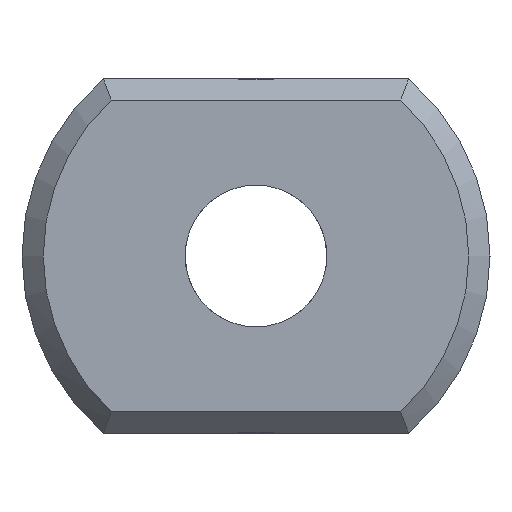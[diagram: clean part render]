
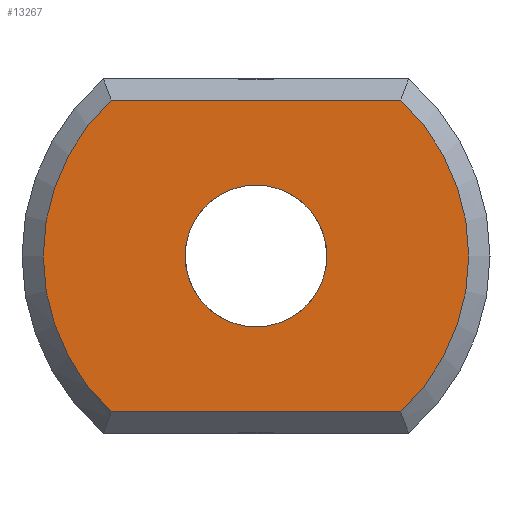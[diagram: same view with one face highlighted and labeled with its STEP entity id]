
A CAD part, left-side view. The second image highlights one B-rep face of the part: STEP entity #13267.
In plain terms, the highlighted planar face has unit normal (-1, 0, 0).
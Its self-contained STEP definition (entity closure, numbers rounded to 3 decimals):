
#3317 = VERTEX_POINT('',#3318);
#3318 = CARTESIAN_POINT('',(0.,-2.04,2.2));
#3327 = VERTEX_POINT('',#3328);
#3328 = CARTESIAN_POINT('',(0.,-2.04,-2.2));
#3335 = EDGE_CURVE('',#3317,#3327,#3336,.T.);
#3336 = CIRCLE('',#3337,3.);
#3337 = AXIS2_PLACEMENT_3D('',#3338,#3339,#3340);
#3338 = CARTESIAN_POINT('',(0.,0.,0.));
#3339 = DIRECTION('',(1.,0.,0.));
#3340 = DIRECTION('',(0.,-0.653,0.758)
  );
#3568 = VERTEX_POINT('',#3569);
#3569 = CARTESIAN_POINT('',(0.,2.04,2.2));
#3576 = EDGE_CURVE('',#3317,#3568,#3577,.T.);
#3577 = LINE('',#3578,#3579);
#3578 = CARTESIAN_POINT('',(0.,-2.154,2.2));
#3579 = VECTOR('',#3580,1.);
#3580 = DIRECTION('',(0.,1.,0.));
#13267 = ADVANCED_FACE('',(#13268,#13287),#13298,.F.);
#13268 = FACE_BOUND('',#13269,.F.);
#13269 = EDGE_LOOP('',(#13270,#13279,#13280,#13281));
#13270 = ORIENTED_EDGE('',*,*,#13271,.T.);
#13271 = EDGE_CURVE('',#13272,#3568,#13274,.T.);
#13272 = VERTEX_POINT('',#13273);
#13273 = CARTESIAN_POINT('',(0.,2.04,-2.2));
#13274 = CIRCLE('',#13275,3.);
#13275 = AXIS2_PLACEMENT_3D('',#13276,#13277,#13278);
#13276 = CARTESIAN_POINT('',(0.,0.,0.));
#13277 = DIRECTION('',(1.,0.,0.));
#13278 = DIRECTION('',(0.,0.653,-0.758)
  );
#13279 = ORIENTED_EDGE('',*,*,#3576,.F.);
#13280 = ORIENTED_EDGE('',*,*,#3335,.T.);
#13281 = ORIENTED_EDGE('',*,*,#13282,.T.);
#13282 = EDGE_CURVE('',#3327,#13272,#13283,.T.);
#13283 = LINE('',#13284,#13285);
#13284 = CARTESIAN_POINT('',(0.,-2.154,-2.2));
#13285 = VECTOR('',#13286,1.);
#13286 = DIRECTION('',(0.,1.,0.));
#13287 = FACE_BOUND('',#13288,.T.);
#13288 = EDGE_LOOP('',(#13289));
#13289 = ORIENTED_EDGE('',*,*,#13290,.T.);
#13290 = EDGE_CURVE('',#13291,#13291,#13293,.T.);
#13291 = VERTEX_POINT('',#13292);
#13292 = CARTESIAN_POINT('',(0.,1.,0.)
  );
#13293 = CIRCLE('',#13294,1.);
#13294 = AXIS2_PLACEMENT_3D('',#13295,#13296,#13297);
#13295 = CARTESIAN_POINT('',(0.,0.,0.));
#13296 = DIRECTION('',(1.,0.,0.));
#13297 = DIRECTION('',(0.,1.,0.));
#13298 = PLANE('',#13299);
#13299 = AXIS2_PLACEMENT_3D('',#13300,#13301,#13302);
#13300 = CARTESIAN_POINT('',(0.,0.,0.));
#13301 = DIRECTION('',(1.,0.,0.));
#13302 = DIRECTION('',(0.,0.,1.));
